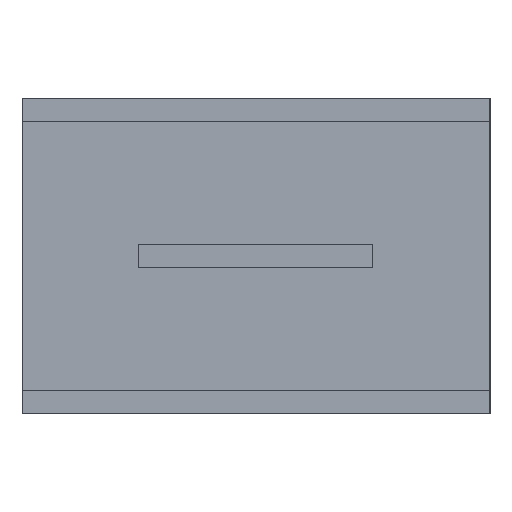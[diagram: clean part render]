
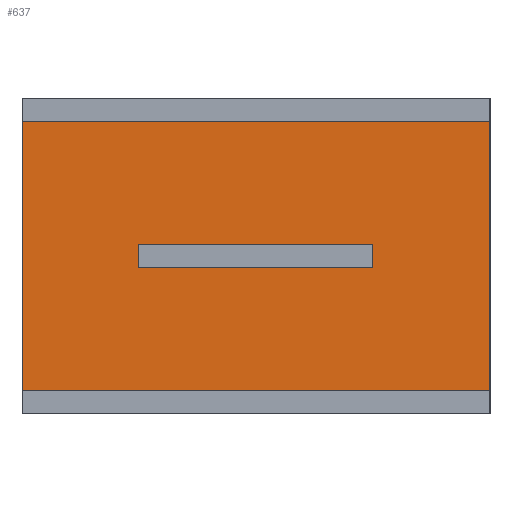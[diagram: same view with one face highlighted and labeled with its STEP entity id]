
A CAD part, left-side view. The second image highlights one B-rep face of the part: STEP entity #637.
In plain terms, the highlighted planar face has unit normal (-1, 0, 0).
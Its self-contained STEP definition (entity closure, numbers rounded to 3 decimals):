
#28=FACE_BOUND('',#89,.T.);
#51=FACE_OUTER_BOUND('',#88,.T.);
#88=EDGE_LOOP('',(#499,#500,#501,#502));
#89=EDGE_LOOP('',(#503,#504,#505,#506));
#139=LINE('',#957,#219);
#158=LINE('',#996,#238);
#161=LINE('',#1001,#241);
#162=LINE('',#1002,#242);
#163=LINE('',#1005,#243);
#164=LINE('',#1007,#244);
#165=LINE('',#1009,#245);
#166=LINE('',#1010,#246);
#219=VECTOR('',#777,10.);
#238=VECTOR('',#808,10.);
#241=VECTOR('',#815,10.);
#242=VECTOR('',#816,10.);
#243=VECTOR('',#817,10.);
#244=VECTOR('',#818,10.);
#245=VECTOR('',#819,10.);
#246=VECTOR('',#820,10.);
#287=VERTEX_POINT('',#955);
#288=VERTEX_POINT('',#956);
#295=VERTEX_POINT('',#978);
#299=VERTEX_POINT('',#987);
#303=VERTEX_POINT('',#1003);
#304=VERTEX_POINT('',#1004);
#305=VERTEX_POINT('',#1006);
#306=VERTEX_POINT('',#1008);
#355=EDGE_CURVE('',#287,#288,#139,.T.);
#374=EDGE_CURVE('',#299,#295,#158,.T.);
#377=EDGE_CURVE('',#288,#299,#161,.T.);
#378=EDGE_CURVE('',#287,#295,#162,.T.);
#379=EDGE_CURVE('',#303,#304,#163,.T.);
#380=EDGE_CURVE('',#304,#305,#164,.T.);
#381=EDGE_CURVE('',#305,#306,#165,.T.);
#382=EDGE_CURVE('',#306,#303,#166,.T.);
#499=ORIENTED_EDGE('',*,*,#355,.T.);
#500=ORIENTED_EDGE('',*,*,#377,.T.);
#501=ORIENTED_EDGE('',*,*,#374,.T.);
#502=ORIENTED_EDGE('',*,*,#378,.F.);
#503=ORIENTED_EDGE('',*,*,#379,.T.);
#504=ORIENTED_EDGE('',*,*,#380,.T.);
#505=ORIENTED_EDGE('',*,*,#381,.T.);
#506=ORIENTED_EDGE('',*,*,#382,.T.);
#605=PLANE('',#687);
#637=ADVANCED_FACE('',(#51,#28),#605,.T.);
#687=AXIS2_PLACEMENT_3D('',#1000,#813,#814);
#777=DIRECTION('',(0.,-1.,0.));
#808=DIRECTION('',(0.,1.,0.));
#813=DIRECTION('center_axis',(-1.,0.,0.));
#814=DIRECTION('ref_axis',(0.,-1.,0.));
#815=DIRECTION('',(0.,0.,1.));
#816=DIRECTION('',(0.,0.,1.));
#817=DIRECTION('',(0.,0.,1.));
#818=DIRECTION('',(0.,-1.,0.));
#819=DIRECTION('',(0.,0.,-1.));
#820=DIRECTION('',(0.,1.,0.));
#955=CARTESIAN_POINT('',(-209.582,46.005,2.));
#956=CARTESIAN_POINT('',(-209.582,6.005,2.));
#957=CARTESIAN_POINT('',(-209.582,26.005,2.));
#978=CARTESIAN_POINT('',(-209.582,46.005,25.));
#987=CARTESIAN_POINT('',(-209.582,6.005,25.));
#996=CARTESIAN_POINT('',(-209.582,46.005,25.));
#1000=CARTESIAN_POINT('Origin',(-209.582,46.005,0.));
#1001=CARTESIAN_POINT('',(-209.582,6.005,0.));
#1002=CARTESIAN_POINT('',(-209.582,46.005,0.));
#1003=CARTESIAN_POINT('',(-209.582,36.066,12.498));
#1004=CARTESIAN_POINT('',(-209.582,36.066,14.498));
#1005=CARTESIAN_POINT('',(-209.582,36.066,7.249));
#1006=CARTESIAN_POINT('',(-209.582,16.066,14.498));
#1007=CARTESIAN_POINT('',(-209.582,31.036,14.498));
#1008=CARTESIAN_POINT('',(-209.582,16.066,12.498));
#1009=CARTESIAN_POINT('',(-209.582,16.066,6.249));
#1010=CARTESIAN_POINT('',(-209.582,41.036,12.498));
